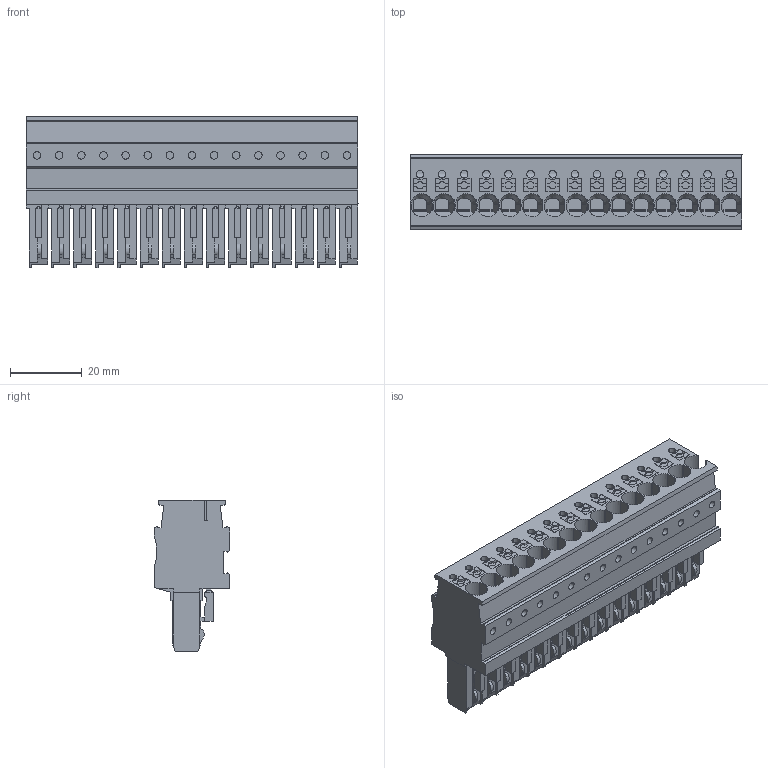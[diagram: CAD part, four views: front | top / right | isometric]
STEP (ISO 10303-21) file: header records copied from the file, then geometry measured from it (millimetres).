
FILE_DESCRIPTION(('Creo Elements/Direct Modeling STEP Export'),'2;1');
FILE_NAME('model.stp','2018-02-09T 2:51:48',(''),(''),'Creo Elements/Direct Modeling STEP processor for AP214 (Solid Model)','Creo Elements/Direct Modeling 18.1I 14-Aug-2016 (C) Parametric Technology GmbH','');
FILE_SCHEMA(('AUTOMOTIVE_DESIGN { 1 0 10303 214 1 1 1 1 }'));
Products named in the file (2): PP_H_4_15-select
Assembly tree (1 placements, depth 2):
  PP_H_4_15-select
    PP_H_4_15-select
Bounding box: 92.25 x 21 x 42.17 mm (x, y, z)
Volume: 45605.6 mm3; surface area: 27072.8 mm2
Topology: 1 solids, 1 shells, 2190 faces, 6193 edges, 4094 vertices
Faces by surface type: plane 1709, cylinder 406, extrusion 30, torus 30, cone 15
Entity records: 102124 total; most frequent: CARTESIAN_POINT 27759, ORIENTED_EDGE 12386, DIRECTION 10955, EDGE_CURVE 6193, VECTOR 4945, LINE 4915, VERTEX_POINT 4094, AXIS2_PLACEMENT_3D 3005
